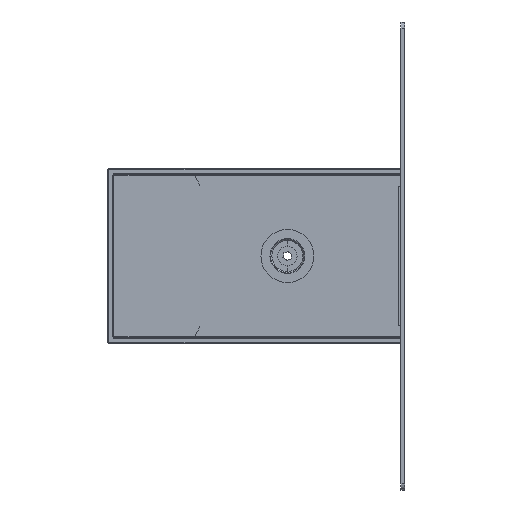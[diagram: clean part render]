
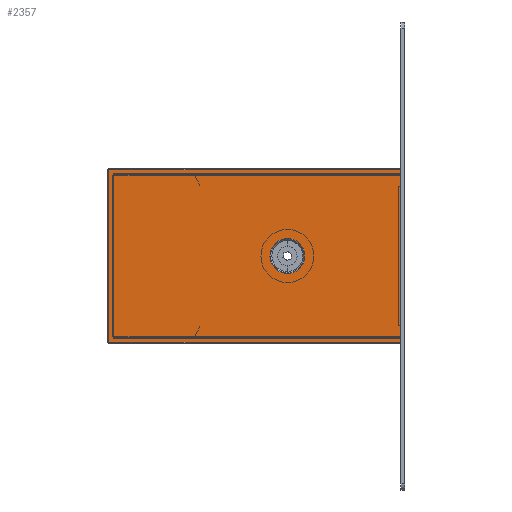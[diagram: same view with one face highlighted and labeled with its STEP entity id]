
A CAD part, left-side view. The second image highlights one B-rep face of the part: STEP entity #2357.
In plain terms, the highlighted planar face has unit normal (-1, 0, 0).
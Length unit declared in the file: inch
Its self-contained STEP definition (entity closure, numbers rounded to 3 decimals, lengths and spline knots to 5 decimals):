
#294 = EDGE_LOOP ( 'NONE', ( #3808, #3809 ) ) ;
#302 = EDGE_LOOP ( 'NONE', ( #3800, #3793, #3805, #3806, #3795, #502, #3814, #3796 ) ) ;
#502 = ORIENTED_EDGE ( 'NONE', *, *, #3232, .T. ) ;
#796 = AXIS2_PLACEMENT_3D ( 'NONE', #2750, #2751, #2752 ) ;
#802 = AXIS2_PLACEMENT_3D ( 'NONE', #2772, #2773, #2774 ) ;
#864 = PLANE ( 'NONE',  #2124 ) ;
#872 = CARTESIAN_POINT ( 'NONE',  ( -23.29614, -0.29075, 0. ) ) ;
#873 = DIRECTION ( 'NONE',  ( -1., 0., 0. ) ) ;
#874 = DIRECTION ( 'NONE',  ( 0., 0., 1. ) ) ;
#1101 = CIRCLE ( 'NONE', #796, 0.16796 ) ;
#1123 = CIRCLE ( 'NONE', #802, 0.16796 ) ;
#1125 = VECTOR ( 'NONE', #2790, 39.37008 ) ;
#1128 = LINE ( 'NONE', #2767, #1130 ) ;
#1129 = LINE ( 'NONE', #2789, #1125 ) ;
#1130 = VECTOR ( 'NONE', #2775, 39.37008 ) ;
#1131 = LINE ( 'NONE', #2795, #1132 ) ;
#1132 = VECTOR ( 'NONE', #2796, 39.37008 ) ;
#1133 = LINE ( 'NONE', #2801, #1134 ) ;
#1134 = VECTOR ( 'NONE', #2802, 39.37008 ) ;
#2124 = AXIS2_PLACEMENT_3D ( 'NONE', #872, #873, #874 ) ;
#2357 = ADVANCED_FACE ( 'NONE', ( #4066, #4070 ), #864, .T. ) ;
#2750 = CARTESIAN_POINT ( 'NONE',  ( -23.29614, -0.29115, 0. ) ) ;
#2751 = DIRECTION ( 'NONE',  ( 1., 0., 0. ) ) ;
#2752 = DIRECTION ( 'NONE',  ( 0., 0., 1. ) ) ;
#2767 = CARTESIAN_POINT ( 'NONE',  ( -23.29614, -1.37496, 0.82441 ) ) ;
#2772 = CARTESIAN_POINT ( 'NONE',  ( -23.29614, -0.29115, 0. ) ) ;
#2773 = DIRECTION ( 'NONE',  ( 1., 0., 0. ) ) ;
#2774 = DIRECTION ( 'NONE',  ( 0., 0., 1. ) ) ;
#2775 = DIRECTION ( 'NONE',  ( 0., 0., 1. ) ) ;
#2780 = CARTESIAN_POINT ( 'NONE',  ( -23.29614, -1.37289, 0.82949 ) ) ;
#2781 = CARTESIAN_POINT ( 'NONE',  ( -23.29614, 1.42923, 0.82949 ) ) ;
#2785 = CARTESIAN_POINT ( 'NONE',  ( -23.29614, -1.37496, 0.82742 ) ) ;
#2786 = CARTESIAN_POINT ( 'NONE',  ( -23.29614, 1.4313, 0.82742 ) ) ;
#2787 = CARTESIAN_POINT ( 'NONE',  ( -23.29614, -1.37496, 0.82449 ) ) ;
#2788 = CARTESIAN_POINT ( 'NONE',  ( -23.29614, -1.36996, 0.82949 ) ) ;
#2789 = CARTESIAN_POINT ( 'NONE',  ( -23.29614, 1.42622, 0.82949 ) ) ;
#2790 = DIRECTION ( 'NONE',  ( 0., 1., 0. ) ) ;
#2791 = CARTESIAN_POINT ( 'NONE',  ( -23.29614, 1.4313, -0.82742 ) ) ;
#2792 = CARTESIAN_POINT ( 'NONE',  ( -23.29614, 1.4263, 0.82949 ) ) ;
#2793 = CARTESIAN_POINT ( 'NONE',  ( -23.29614, 1.42923, -0.82949 ) ) ;
#2794 = CARTESIAN_POINT ( 'NONE',  ( -23.29614, 1.4313, 0.82449 ) ) ;
#2795 = CARTESIAN_POINT ( 'NONE',  ( -23.29614, 1.4313, -0.82441 ) ) ;
#2796 = DIRECTION ( 'NONE',  ( 0., 0., -1. ) ) ;
#2797 = CARTESIAN_POINT ( 'NONE',  ( -23.29614, -1.37289, -0.82949 ) ) ;
#2798 = CARTESIAN_POINT ( 'NONE',  ( -23.29614, 1.4313, -0.82449 ) ) ;
#2799 = CARTESIAN_POINT ( 'NONE',  ( -23.29614, -1.37496, -0.82742 ) ) ;
#2800 = CARTESIAN_POINT ( 'NONE',  ( -23.29614, 1.4263, -0.82949 ) ) ;
#2801 = CARTESIAN_POINT ( 'NONE',  ( -23.29614, -1.36987, -0.82949 ) ) ;
#2802 = DIRECTION ( 'NONE',  ( 0., -1., 0. ) ) ;
#2803 = CARTESIAN_POINT ( 'NONE',  ( -23.29614, -1.36996, -0.82949 ) ) ;
#2804 = CARTESIAN_POINT ( 'NONE',  ( -23.29614, -1.37496, -0.82449 ) ) ;
#2919 = CARTESIAN_POINT ( 'NONE',  ( -23.29614, -1.36996, -0.82949 ) ) ;
#2920 = CARTESIAN_POINT ( 'NONE',  ( -23.29614, 1.4263, -0.82949 ) ) ;
#2921 = CARTESIAN_POINT ( 'NONE',  ( -23.29614, 1.4313, -0.82449 ) ) ;
#2922 = CARTESIAN_POINT ( 'NONE',  ( -23.29614, 1.4313, 0.82449 ) ) ;
#2923 = CARTESIAN_POINT ( 'NONE',  ( -23.29614, 1.4263, 0.82949 ) ) ;
#2925 = CARTESIAN_POINT ( 'NONE',  ( -23.29614, -1.36996, 0.82949 ) ) ;
#2927 = CARTESIAN_POINT ( 'NONE',  ( -23.29614, -1.37496, 0.82449 ) ) ;
#2930 = CARTESIAN_POINT ( 'NONE',  ( -23.29614, -1.37496, -0.82449 ) ) ;
#2976 = CARTESIAN_POINT ( 'NONE',  ( -23.29614, -0.29115, 0.16796 ) ) ;
#2989 = CARTESIAN_POINT ( 'NONE',  ( -23.29614, -0.29115, -0.16796 ) ) ;
#3135 =( BOUNDED_CURVE ( )  B_SPLINE_CURVE ( 3, ( #2787, #2785, #2780, #2788 ),
 .UNSPECIFIED., .F., .T. ) 
 B_SPLINE_CURVE_WITH_KNOTS ( ( 4, 4 ),
 ( 5.49794, 7.06843 ),
 .UNSPECIFIED. ) 
 CURVE ( )  GEOMETRIC_REPRESENTATION_ITEM ( )  RATIONAL_B_SPLINE_CURVE ( ( 1., 0.805, 0.805, 1. ) ) 
 REPRESENTATION_ITEM ( '' )  );
#3136 =( BOUNDED_CURVE ( )  B_SPLINE_CURVE ( 3, ( #2792, #2781, #2786, #2794 ),
 .UNSPECIFIED., .F., .F. ) 
 B_SPLINE_CURVE_WITH_KNOTS ( ( 4, 4 ),
 ( 5.49794, 7.06843 ),
 .UNSPECIFIED. ) 
 CURVE ( )  GEOMETRIC_REPRESENTATION_ITEM ( )  RATIONAL_B_SPLINE_CURVE ( ( 1., 0.805, 0.805, 1. ) ) 
 REPRESENTATION_ITEM ( '' )  );
#3137 =( BOUNDED_CURVE ( )  B_SPLINE_CURVE ( 3, ( #2798, #2791, #2793, #2800 ),
 .UNSPECIFIED., .F., .T. ) 
 B_SPLINE_CURVE_WITH_KNOTS ( ( 4, 4 ),
 ( 5.49794, 7.06843 ),
 .UNSPECIFIED. ) 
 CURVE ( )  GEOMETRIC_REPRESENTATION_ITEM ( )  RATIONAL_B_SPLINE_CURVE ( ( 1., 0.805, 0.805, 1. ) ) 
 REPRESENTATION_ITEM ( '' )  );
#3138 =( BOUNDED_CURVE ( )  B_SPLINE_CURVE ( 3, ( #2803, #2797, #2799, #2804 ),
 .UNSPECIFIED., .F., .T. ) 
 B_SPLINE_CURVE_WITH_KNOTS ( ( 4, 4 ),
 ( 5.49794, 7.06843 ),
 .UNSPECIFIED. ) 
 CURVE ( )  GEOMETRIC_REPRESENTATION_ITEM ( )  RATIONAL_B_SPLINE_CURVE ( ( 1., 0.805, 0.805, 1. ) ) 
 REPRESENTATION_ITEM ( '' )  );
#3215 = EDGE_CURVE ( 'NONE', #3393, #3380, #1101, .T. ) ;
#3223 = EDGE_CURVE ( 'NONE', #3380, #3393, #1123, .T. ) ;
#3227 = EDGE_CURVE ( 'NONE', #3298, #3295, #1128, .T. ) ;
#3228 = EDGE_CURVE ( 'NONE', #3295, #3293, #3135, .T. ) ;
#3229 = EDGE_CURVE ( 'NONE', #3293, #3291, #1129, .T. ) ;
#3230 = EDGE_CURVE ( 'NONE', #3291, #3290, #3136, .T. ) ;
#3231 = EDGE_CURVE ( 'NONE', #3290, #3289, #1131, .T. ) ;
#3232 = EDGE_CURVE ( 'NONE', #3289, #3288, #3137, .T. ) ;
#3233 = EDGE_CURVE ( 'NONE', #3288, #3287, #1133, .T. ) ;
#3234 = EDGE_CURVE ( 'NONE', #3287, #3298, #3138, .T. ) ;
#3287 = VERTEX_POINT ( 'NONE', #2919 ) ;
#3288 = VERTEX_POINT ( 'NONE', #2920 ) ;
#3289 = VERTEX_POINT ( 'NONE', #2921 ) ;
#3290 = VERTEX_POINT ( 'NONE', #2922 ) ;
#3291 = VERTEX_POINT ( 'NONE', #2923 ) ;
#3293 = VERTEX_POINT ( 'NONE', #2925 ) ;
#3295 = VERTEX_POINT ( 'NONE', #2927 ) ;
#3298 = VERTEX_POINT ( 'NONE', #2930 ) ;
#3380 = VERTEX_POINT ( 'NONE', #2976 ) ;
#3393 = VERTEX_POINT ( 'NONE', #2989 ) ;
#3793 = ORIENTED_EDGE ( 'NONE', *, *, #3228, .T. ) ;
#3795 = ORIENTED_EDGE ( 'NONE', *, *, #3231, .T. ) ;
#3796 = ORIENTED_EDGE ( 'NONE', *, *, #3234, .T. ) ;
#3800 = ORIENTED_EDGE ( 'NONE', *, *, #3227, .T. ) ;
#3805 = ORIENTED_EDGE ( 'NONE', *, *, #3229, .T. ) ;
#3806 = ORIENTED_EDGE ( 'NONE', *, *, #3230, .T. ) ;
#3808 = ORIENTED_EDGE ( 'NONE', *, *, #3223, .T. ) ;
#3809 = ORIENTED_EDGE ( 'NONE', *, *, #3215, .T. ) ;
#3814 = ORIENTED_EDGE ( 'NONE', *, *, #3233, .T. ) ;
#4066 = FACE_OUTER_BOUND ( 'NONE', #302, .T. ) ;
#4070 = FACE_BOUND ( 'NONE', #294, .T. ) ;
